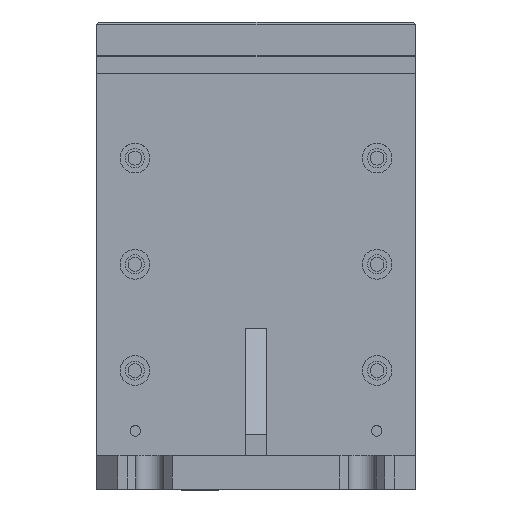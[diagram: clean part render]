
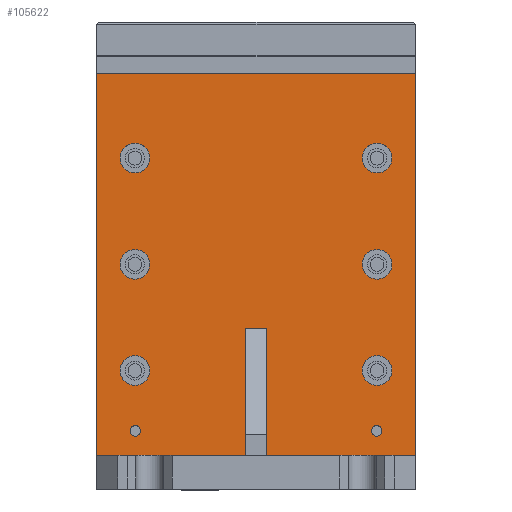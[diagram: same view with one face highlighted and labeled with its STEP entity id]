
A CAD part, top view. The second image highlights one B-rep face of the part: STEP entity #105622.
In plain terms, the highlighted planar face has unit normal (0, 0, 1).
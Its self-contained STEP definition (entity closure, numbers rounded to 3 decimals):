
#2641=FACE_BOUND('',#11725,.T.);
#2642=FACE_BOUND('',#11726,.T.);
#2643=FACE_BOUND('',#11727,.T.);
#2644=FACE_BOUND('',#11728,.T.);
#2645=FACE_BOUND('',#11729,.T.);
#2646=FACE_BOUND('',#11730,.T.);
#2647=FACE_BOUND('',#11731,.T.);
#2648=FACE_BOUND('',#11732,.T.);
#2649=FACE_BOUND('',#11733,.T.);
#2650=FACE_BOUND('',#11734,.T.);
#3346=CIRCLE('',#113101,1.23);
#3347=CIRCLE('',#113102,1.23);
#3350=CIRCLE('',#113106,1.23);
#3351=CIRCLE('',#113107,1.23);
#3357=CIRCLE('',#113116,1.75);
#3363=CIRCLE('',#113125,1.75);
#3382=CIRCLE('',#113157,3.5);
#3383=CIRCLE('',#113158,3.5);
#3388=CIRCLE('',#113166,3.5);
#3389=CIRCLE('',#113167,3.5);
#3394=CIRCLE('',#113175,3.5);
#3395=CIRCLE('',#113176,3.5);
#3400=CIRCLE('',#113184,3.5);
#3401=CIRCLE('',#113185,3.5);
#3406=CIRCLE('',#113193,3.5);
#3407=CIRCLE('',#113194,3.5);
#3412=CIRCLE('',#113202,3.5);
#3413=CIRCLE('',#113203,3.5);
#4993=FACE_OUTER_BOUND('',#11724,.T.);
#11724=EDGE_LOOP('',(#71754,#71755,#71756,#71757));
#11725=EDGE_LOOP('',(#71758,#71759));
#11726=EDGE_LOOP('',(#71760,#71761));
#11727=EDGE_LOOP('',(#71762));
#11728=EDGE_LOOP('',(#71763));
#11729=EDGE_LOOP('',(#71764,#71765));
#11730=EDGE_LOOP('',(#71766,#71767));
#11731=EDGE_LOOP('',(#71768,#71769));
#11732=EDGE_LOOP('',(#71770,#71771));
#11733=EDGE_LOOP('',(#71772,#71773));
#11734=EDGE_LOOP('',(#71774,#71775));
#18756=LINE('',#150133,#31399);
#19286=LINE('',#152779,#31929);
#19310=LINE('',#152921,#31953);
#19340=LINE('',#153069,#31983);
#31399=VECTOR('',#121436,10.);
#31929=VECTOR('',#122282,10.);
#31953=VECTOR('',#122412,10.);
#31983=VECTOR('',#122582,10.);
#43959=VERTEX_POINT('',#150130);
#43960=VERTEX_POINT('',#150132);
#44419=VERTEX_POINT('',#152776);
#44420=VERTEX_POINT('',#152778);
#44429=VERTEX_POINT('',#152800);
#44430=VERTEX_POINT('',#152802);
#44433=VERTEX_POINT('',#152810);
#44434=VERTEX_POINT('',#152812);
#44440=VERTEX_POINT('',#152829);
#44446=VERTEX_POINT('',#152846);
#44482=VERTEX_POINT('',#152954);
#44483=VERTEX_POINT('',#152955);
#44488=VERTEX_POINT('',#152971);
#44489=VERTEX_POINT('',#152972);
#44494=VERTEX_POINT('',#152988);
#44495=VERTEX_POINT('',#152989);
#44500=VERTEX_POINT('',#153005);
#44501=VERTEX_POINT('',#153006);
#44506=VERTEX_POINT('',#153022);
#44507=VERTEX_POINT('',#153023);
#44512=VERTEX_POINT('',#153039);
#44513=VERTEX_POINT('',#153040);
#54066=EDGE_CURVE('',#43960,#43959,#18756,.T.);
#54754=EDGE_CURVE('',#44420,#44419,#19286,.T.);
#54765=EDGE_CURVE('',#44430,#44429,#3346,.T.);
#54766=EDGE_CURVE('',#44429,#44430,#3347,.T.);
#54770=EDGE_CURVE('',#44434,#44433,#3350,.T.);
#54771=EDGE_CURVE('',#44433,#44434,#3351,.T.);
#54779=EDGE_CURVE('',#44440,#44440,#3357,.T.);
#54787=EDGE_CURVE('',#44446,#44446,#3363,.T.);
#54818=EDGE_CURVE('',#43959,#44420,#19310,.T.);
#54835=EDGE_CURVE('',#44482,#44483,#3382,.T.);
#54836=EDGE_CURVE('',#44483,#44482,#3383,.T.);
#54843=EDGE_CURVE('',#44488,#44489,#3388,.T.);
#54844=EDGE_CURVE('',#44489,#44488,#3389,.T.);
#54851=EDGE_CURVE('',#44494,#44495,#3394,.T.);
#54852=EDGE_CURVE('',#44495,#44494,#3395,.T.);
#54859=EDGE_CURVE('',#44500,#44501,#3400,.T.);
#54860=EDGE_CURVE('',#44501,#44500,#3401,.T.);
#54867=EDGE_CURVE('',#44506,#44507,#3406,.T.);
#54868=EDGE_CURVE('',#44507,#44506,#3407,.T.);
#54875=EDGE_CURVE('',#44512,#44513,#3412,.T.);
#54876=EDGE_CURVE('',#44513,#44512,#3413,.T.);
#54890=EDGE_CURVE('',#44419,#43960,#19340,.T.);
#71754=ORIENTED_EDGE('',*,*,#54890,.T.);
#71755=ORIENTED_EDGE('',*,*,#54066,.T.);
#71756=ORIENTED_EDGE('',*,*,#54818,.T.);
#71757=ORIENTED_EDGE('',*,*,#54754,.T.);
#71758=ORIENTED_EDGE('',*,*,#54765,.T.);
#71759=ORIENTED_EDGE('',*,*,#54766,.T.);
#71760=ORIENTED_EDGE('',*,*,#54770,.T.);
#71761=ORIENTED_EDGE('',*,*,#54771,.T.);
#71762=ORIENTED_EDGE('',*,*,#54779,.T.);
#71763=ORIENTED_EDGE('',*,*,#54787,.T.);
#71764=ORIENTED_EDGE('',*,*,#54835,.T.);
#71765=ORIENTED_EDGE('',*,*,#54836,.T.);
#71766=ORIENTED_EDGE('',*,*,#54843,.T.);
#71767=ORIENTED_EDGE('',*,*,#54844,.T.);
#71768=ORIENTED_EDGE('',*,*,#54851,.T.);
#71769=ORIENTED_EDGE('',*,*,#54852,.T.);
#71770=ORIENTED_EDGE('',*,*,#54859,.T.);
#71771=ORIENTED_EDGE('',*,*,#54860,.T.);
#71772=ORIENTED_EDGE('',*,*,#54867,.T.);
#71773=ORIENTED_EDGE('',*,*,#54868,.T.);
#71774=ORIENTED_EDGE('',*,*,#54875,.T.);
#71775=ORIENTED_EDGE('',*,*,#54876,.T.);
#98206=PLANE('',#113215);
#105622=ADVANCED_FACE('',(#4993,#2641,#2642,#2643,#2644,#2645,#2646,#2647,
#2648,#2649,#2650),#98206,.T.);
#113101=AXIS2_PLACEMENT_3D('',#152803,#122307,#122308);
#113102=AXIS2_PLACEMENT_3D('',#152804,#122309,#122310);
#113106=AXIS2_PLACEMENT_3D('',#152813,#122318,#122319);
#113107=AXIS2_PLACEMENT_3D('',#152814,#122320,#122321);
#113116=AXIS2_PLACEMENT_3D('',#152831,#122340,#122341);
#113125=AXIS2_PLACEMENT_3D('',#152848,#122360,#122361);
#113157=AXIS2_PLACEMENT_3D('',#152956,#122448,#122449);
#113158=AXIS2_PLACEMENT_3D('',#152957,#122450,#122451);
#113166=AXIS2_PLACEMENT_3D('',#152973,#122468,#122469);
#113167=AXIS2_PLACEMENT_3D('',#152974,#122470,#122471);
#113175=AXIS2_PLACEMENT_3D('',#152990,#122488,#122489);
#113176=AXIS2_PLACEMENT_3D('',#152991,#122490,#122491);
#113184=AXIS2_PLACEMENT_3D('',#153007,#122508,#122509);
#113185=AXIS2_PLACEMENT_3D('',#153008,#122510,#122511);
#113193=AXIS2_PLACEMENT_3D('',#153024,#122528,#122529);
#113194=AXIS2_PLACEMENT_3D('',#153025,#122530,#122531);
#113202=AXIS2_PLACEMENT_3D('',#153041,#122548,#122549);
#113203=AXIS2_PLACEMENT_3D('',#153042,#122550,#122551);
#113215=AXIS2_PLACEMENT_3D('',#153072,#122587,#122588);
#121436=DIRECTION('',(0.,-1.,0.));
#122282=DIRECTION('',(0.,1.,0.));
#122307=DIRECTION('center_axis',(0.,0.,-1.));
#122308=DIRECTION('ref_axis',(-1.,0.,0.));
#122309=DIRECTION('center_axis',(0.,0.,-1.));
#122310=DIRECTION('ref_axis',(-1.,0.,0.));
#122318=DIRECTION('center_axis',(0.,0.,-1.));
#122319=DIRECTION('ref_axis',(-1.,0.,0.));
#122320=DIRECTION('center_axis',(0.,0.,-1.));
#122321=DIRECTION('ref_axis',(-1.,0.,0.));
#122340=DIRECTION('center_axis',(0.,0.,-1.));
#122341=DIRECTION('ref_axis',(-1.,0.,0.));
#122360=DIRECTION('center_axis',(0.,0.,-1.));
#122361=DIRECTION('ref_axis',(-1.,0.,0.));
#122412=DIRECTION('',(1.,0.,0.));
#122448=DIRECTION('center_axis',(0.,0.,-1.));
#122449=DIRECTION('ref_axis',(1.,0.,0.));
#122450=DIRECTION('center_axis',(0.,0.,-1.));
#122451=DIRECTION('ref_axis',(1.,0.,0.));
#122468=DIRECTION('center_axis',(0.,0.,-1.));
#122469=DIRECTION('ref_axis',(1.,0.,0.));
#122470=DIRECTION('center_axis',(0.,0.,-1.));
#122471=DIRECTION('ref_axis',(1.,0.,0.));
#122488=DIRECTION('center_axis',(0.,0.,-1.));
#122489=DIRECTION('ref_axis',(1.,0.,0.));
#122490=DIRECTION('center_axis',(0.,0.,-1.));
#122491=DIRECTION('ref_axis',(1.,0.,0.));
#122508=DIRECTION('center_axis',(0.,0.,-1.));
#122509=DIRECTION('ref_axis',(1.,0.,0.));
#122510=DIRECTION('center_axis',(0.,0.,-1.));
#122511=DIRECTION('ref_axis',(1.,0.,0.));
#122528=DIRECTION('center_axis',(0.,0.,-1.));
#122529=DIRECTION('ref_axis',(1.,0.,0.));
#122530=DIRECTION('center_axis',(0.,0.,-1.));
#122531=DIRECTION('ref_axis',(1.,0.,0.));
#122548=DIRECTION('center_axis',(0.,0.,-1.));
#122549=DIRECTION('ref_axis',(1.,0.,0.));
#122550=DIRECTION('center_axis',(0.,0.,-1.));
#122551=DIRECTION('ref_axis',(1.,0.,0.));
#122582=DIRECTION('',(-1.,0.,0.));
#122587=DIRECTION('center_axis',(0.,0.,1.));
#122588=DIRECTION('ref_axis',(1.,0.,0.));
#150130=CARTESIAN_POINT('',(-37.5,-45.,14.));
#150132=CARTESIAN_POINT('',(-37.5,45.,14.));
#150133=CARTESIAN_POINT('',(-37.5,45.,14.));
#152776=CARTESIAN_POINT('',(37.5,45.,14.));
#152778=CARTESIAN_POINT('',(37.5,-45.,14.));
#152779=CARTESIAN_POINT('',(37.5,-45.,14.));
#152800=CARTESIAN_POINT('',(-27.171,-39.2,14.));
#152802=CARTESIAN_POINT('',(-29.63,-39.2,14.));
#152803=CARTESIAN_POINT('Origin',(-28.4,-39.2,14.));
#152804=CARTESIAN_POINT('Origin',(-28.4,-39.2,14.));
#152810=CARTESIAN_POINT('',(29.63,-39.2,14.));
#152812=CARTESIAN_POINT('',(27.171,-39.2,14.));
#152813=CARTESIAN_POINT('Origin',(28.4,-39.2,14.));
#152814=CARTESIAN_POINT('Origin',(28.4,-39.2,14.));
#152829=CARTESIAN_POINT('',(1.75,-30.,14.));
#152831=CARTESIAN_POINT('Origin',(0.,-30.,14.));
#152846=CARTESIAN_POINT('',(1.75,-20.,14.));
#152848=CARTESIAN_POINT('Origin',(0.,-20.,14.));
#152921=CARTESIAN_POINT('',(-37.5,-45.,14.));
#152954=CARTESIAN_POINT('',(32.,0.,14.));
#152955=CARTESIAN_POINT('',(25.,0.,14.));
#152956=CARTESIAN_POINT('Origin',(28.5,0.,14.));
#152957=CARTESIAN_POINT('Origin',(28.5,0.,14.));
#152971=CARTESIAN_POINT('',(-25.,-25.,14.));
#152972=CARTESIAN_POINT('',(-32.,-25.,14.));
#152973=CARTESIAN_POINT('Origin',(-28.5,-25.,14.));
#152974=CARTESIAN_POINT('Origin',(-28.5,-25.,14.));
#152988=CARTESIAN_POINT('',(-25.,25.,14.));
#152989=CARTESIAN_POINT('',(-32.,25.,14.));
#152990=CARTESIAN_POINT('Origin',(-28.5,25.,14.));
#152991=CARTESIAN_POINT('Origin',(-28.5,25.,14.));
#153005=CARTESIAN_POINT('',(-25.,0.,14.));
#153006=CARTESIAN_POINT('',(-32.,0.,14.));
#153007=CARTESIAN_POINT('Origin',(-28.5,0.,14.));
#153008=CARTESIAN_POINT('Origin',(-28.5,0.,14.));
#153022=CARTESIAN_POINT('',(32.,25.,14.));
#153023=CARTESIAN_POINT('',(25.,25.,14.));
#153024=CARTESIAN_POINT('Origin',(28.5,25.,14.));
#153025=CARTESIAN_POINT('Origin',(28.5,25.,14.));
#153039=CARTESIAN_POINT('',(32.,-25.,14.));
#153040=CARTESIAN_POINT('',(25.,-25.,14.));
#153041=CARTESIAN_POINT('Origin',(28.5,-25.,14.));
#153042=CARTESIAN_POINT('Origin',(28.5,-25.,14.));
#153069=CARTESIAN_POINT('',(37.5,45.,14.));
#153072=CARTESIAN_POINT('Origin',(0.,0.,14.));
